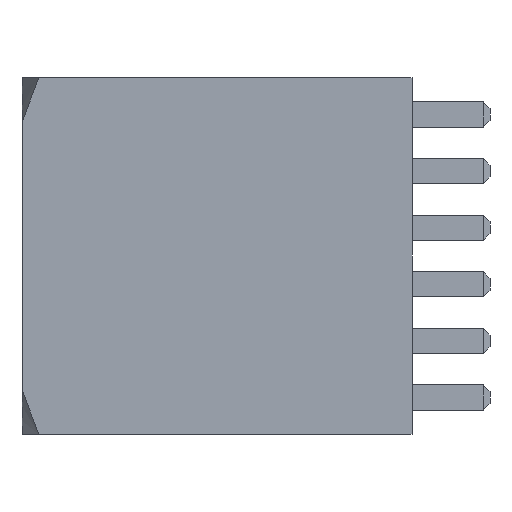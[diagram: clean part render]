
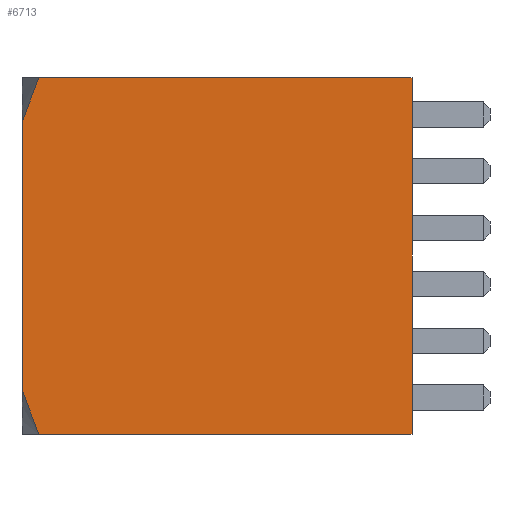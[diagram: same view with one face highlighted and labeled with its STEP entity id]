
A CAD part, left-side view. The second image highlights one B-rep face of the part: STEP entity #6713.
In plain terms, the highlighted planar face has unit normal (-1, 0, 0).
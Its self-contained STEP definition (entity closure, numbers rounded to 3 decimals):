
#83 = CARTESIAN_POINT ( 'NONE',  ( -8., 17.5, -8. ) ) ;
#118 = ORIENTED_EDGE ( 'NONE', *, *, #9762, .F. ) ;
#283 = PLANE ( 'NONE',  #5645 ) ;
#375 = CARTESIAN_POINT ( 'NONE',  ( -8., 17.266, -6.675 ) ) ;
#456 = CARTESIAN_POINT ( 'NONE',  ( -8., 0., -8. ) ) ;
#601 = ORIENTED_EDGE ( 'NONE', *, *, #3420, .T. ) ;
#699 = DIRECTION ( 'NONE',  ( 0., -1., 0. ) ) ;
#948 = DIRECTION ( 'NONE',  ( 0., -1., 0. ) ) ;
#1846 = CARTESIAN_POINT ( 'NONE',  ( -8., 17.011, -7.341 ) ) ;
#1860 = DIRECTION ( 'NONE',  ( 1., 0., 0. ) ) ;
#1864 = VECTOR ( 'NONE', #4151, 1000. ) ;
#2315 = CARTESIAN_POINT ( 'NONE',  ( -8., 17.5, -8. ) ) ;
#2786 = VERTEX_POINT ( 'NONE', #9079 ) ;
#3028 = ORIENTED_EDGE ( 'NONE', *, *, #6140, .T. ) ;
#3041 = VECTOR ( 'NONE', #948, 1000. ) ;
#3116 = VERTEX_POINT ( 'NONE', #6561 ) ;
#3141 = VERTEX_POINT ( 'NONE', #8792 ) ;
#3369 = CARTESIAN_POINT ( 'NONE',  ( -8., 16.742, -8. ) ) ;
#3420 = EDGE_CURVE ( 'NONE', #8594, #2786, #9280, .T. ) ;
#3671 = CARTESIAN_POINT ( 'NONE',  ( -8., 16.742, 8. ) ) ;
#3826 = FACE_OUTER_BOUND ( 'NONE', #5135, .T. ) ;
#4081 = ORIENTED_EDGE ( 'NONE', *, *, #9064, .F. ) ;
#4112 = LINE ( 'NONE', #6226, #3041 ) ;
#4151 = DIRECTION ( 'NONE',  ( 0., 0., 1. ) ) ;
#4428 = ORIENTED_EDGE ( 'NONE', *, *, #7713, .T. ) ;
#4511 = VERTEX_POINT ( 'NONE', #9486 ) ;
#5135 = EDGE_LOOP ( 'NONE', ( #118, #6448, #4081, #3028, #4428, #601 ) ) ;
#5406 = CARTESIAN_POINT ( 'NONE',  ( -8., 16.742, 8. ) ) ;
#5641 = DIRECTION ( 'NONE',  ( 0., 0., -1. ) ) ;
#5645 = AXIS2_PLACEMENT_3D ( 'NONE', #5713, #1860, #5641 ) ;
#5713 = CARTESIAN_POINT ( 'NONE',  ( -8., 17.5, -8. ) ) ;
#6140 = EDGE_CURVE ( 'NONE', #3141, #3116, #8818, .T. ) ;
#6226 = CARTESIAN_POINT ( 'NONE',  ( -8., 17.5, 8. ) ) ;
#6448 = ORIENTED_EDGE ( 'NONE', *, *, #8225, .T. ) ;
#6449 = B_SPLINE_CURVE_WITH_KNOTS ( 'NONE', 3,
 ( #3671, #7430, #8186, #8223 ),
 .UNSPECIFIED., .F., .F.,
 ( 4, 4 ),
 ( 0.011, 0.013 ),
 .UNSPECIFIED. ) ;
#6561 = CARTESIAN_POINT ( 'NONE',  ( -8., 16.742, -8. ) ) ;
#6713 = ADVANCED_FACE ( 'NONE', ( #3826 ), #283, .F. ) ;
#6906 = LINE ( 'NONE', #83, #8212 ) ;
#7144 = VERTEX_POINT ( 'NONE', #5406 ) ;
#7430 = CARTESIAN_POINT ( 'NONE',  ( -8., 17.011, 7.339 ) ) ;
#7713 = EDGE_CURVE ( 'NONE', #3116, #8594, #8253, .T. ) ;
#8186 = CARTESIAN_POINT ( 'NONE',  ( -8., 17.267, 6.672 ) ) ;
#8212 = VECTOR ( 'NONE', #9180, 1000. ) ;
#8223 = CARTESIAN_POINT ( 'NONE',  ( -8., 17.5, 6. ) ) ;
#8225 = EDGE_CURVE ( 'NONE', #7144, #4511, #6449, .T. ) ;
#8253 = LINE ( 'NONE', #2315, #8487 ) ;
#8487 = VECTOR ( 'NONE', #699, 1000. ) ;
#8594 = VERTEX_POINT ( 'NONE', #8775 ) ;
#8775 = CARTESIAN_POINT ( 'NONE',  ( -8., 0., -8. ) ) ;
#8792 = CARTESIAN_POINT ( 'NONE',  ( -8., 17.5, -6. ) ) ;
#8818 = B_SPLINE_CURVE_WITH_KNOTS ( 'NONE', 3,
 ( #9600, #375, #1846, #3369 ),
 .UNSPECIFIED., .F., .F.,
 ( 4, 4 ),
 ( 0.025, 0.027 ),
 .UNSPECIFIED. ) ;
#9064 = EDGE_CURVE ( 'NONE', #3141, #4511, #6906, .T. ) ;
#9079 = CARTESIAN_POINT ( 'NONE',  ( -8., 0., 8. ) ) ;
#9180 = DIRECTION ( 'NONE',  ( 0., 0., 1. ) ) ;
#9280 = LINE ( 'NONE', #456, #1864 ) ;
#9486 = CARTESIAN_POINT ( 'NONE',  ( -8., 17.5, 6. ) ) ;
#9600 = CARTESIAN_POINT ( 'NONE',  ( -8., 17.5, -6. ) ) ;
#9762 = EDGE_CURVE ( 'NONE', #7144, #2786, #4112, .T. ) ;
